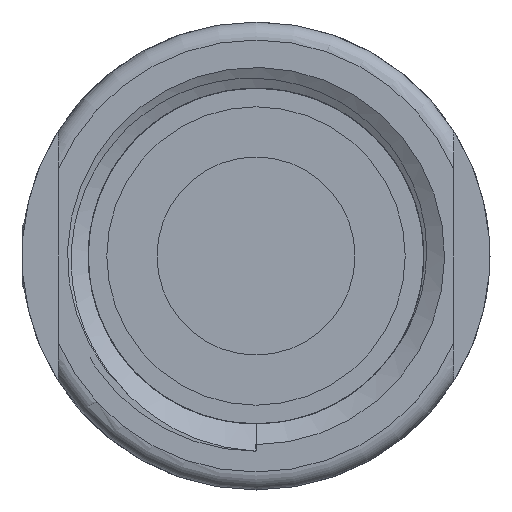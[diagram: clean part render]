
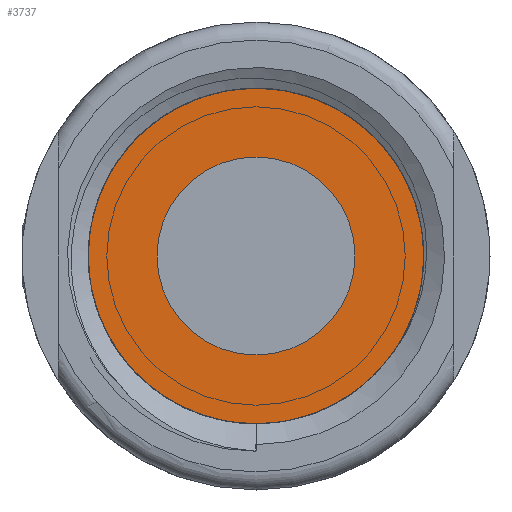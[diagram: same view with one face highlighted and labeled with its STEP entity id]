
A CAD part, left-side view. The second image highlights one B-rep face of the part: STEP entity #3737.
In plain terms, the highlighted planar face has unit normal (-1, 0, 0).
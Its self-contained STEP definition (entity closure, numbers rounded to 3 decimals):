
#142=PLANE('',#4259);
#192=FACE_BOUND('',#1220,.T.);
#971=FACE_OUTER_BOUND('',#1219,.T.);
#1219=EDGE_LOOP('',(#3457,#3458));
#1220=EDGE_LOOP('',(#3459,#3460));
#1451=CIRCLE('',#4211,9.325);
#1452=CIRCLE('',#4212,9.325);
#1478=CIRCLE('',#4251,5.5);
#1479=CIRCLE('',#4252,5.5);
#1840=VERTEX_POINT('',#14644);
#1841=VERTEX_POINT('',#14645);
#1882=VERTEX_POINT('',#14981);
#1883=VERTEX_POINT('',#14983);
#2354=EDGE_CURVE('',#1840,#1841,#1451,.T.);
#2355=EDGE_CURVE('',#1841,#1840,#1452,.T.);
#2410=EDGE_CURVE('',#1882,#1883,#1478,.T.);
#2411=EDGE_CURVE('',#1883,#1882,#1479,.T.);
#3457=ORIENTED_EDGE('',*,*,#2354,.T.);
#3458=ORIENTED_EDGE('',*,*,#2355,.T.);
#3459=ORIENTED_EDGE('',*,*,#2411,.F.);
#3460=ORIENTED_EDGE('',*,*,#2410,.F.);
#3737=ADVANCED_FACE('',(#971,#192),#142,.F.);
#4211=AXIS2_PLACEMENT_3D('',#14646,#5206,#5207);
#4212=AXIS2_PLACEMENT_3D('',#14647,#5208,#5209);
#4251=AXIS2_PLACEMENT_3D('',#14984,#5299,#5300);
#4252=AXIS2_PLACEMENT_3D('',#14985,#5301,#5302);
#4259=AXIS2_PLACEMENT_3D('',#15139,#5318,#5319);
#5206=DIRECTION('center_axis',(-1.,0.,0.));
#5207=DIRECTION('ref_axis',(0.,0.,
-1.));
#5208=DIRECTION('center_axis',(-1.,0.,0.));
#5209=DIRECTION('ref_axis',(0.,0.,
-1.));
#5299=DIRECTION('center_axis',(-1.,0.,0.));
#5300=DIRECTION('ref_axis',(0.,0.,
-1.));
#5301=DIRECTION('center_axis',(-1.,0.,0.));
#5302=DIRECTION('ref_axis',(0.,0.,
-1.));
#5318=DIRECTION('center_axis',(1.,0.,0.));
#5319=DIRECTION('ref_axis',(0.,0.,
1.));
#14644=CARTESIAN_POINT('',(-6.3,0.,-9.325));
#14645=CARTESIAN_POINT('',(-6.3,0.,9.325));
#14646=CARTESIAN_POINT('Origin',(-6.3,0.,
0.));
#14647=CARTESIAN_POINT('Origin',(-6.3,0.,
0.));
#14981=CARTESIAN_POINT('',(-6.3,0.,5.5));
#14983=CARTESIAN_POINT('',(-6.3,0.,-5.5));
#14984=CARTESIAN_POINT('Origin',(-6.3,0.,
0.));
#14985=CARTESIAN_POINT('Origin',(-6.3,0.,
0.));
#15139=CARTESIAN_POINT('Origin',(-6.3,-9.325,0.));
